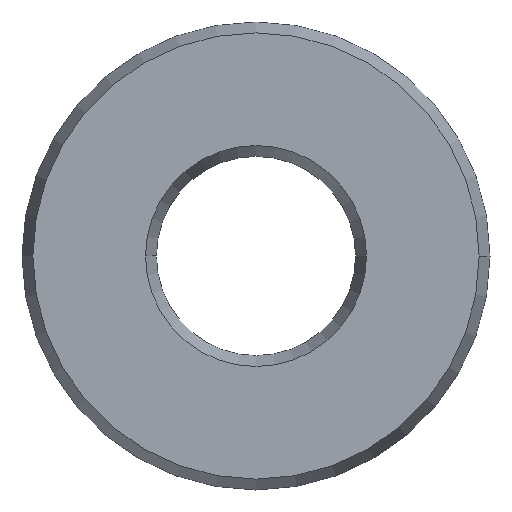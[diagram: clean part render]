
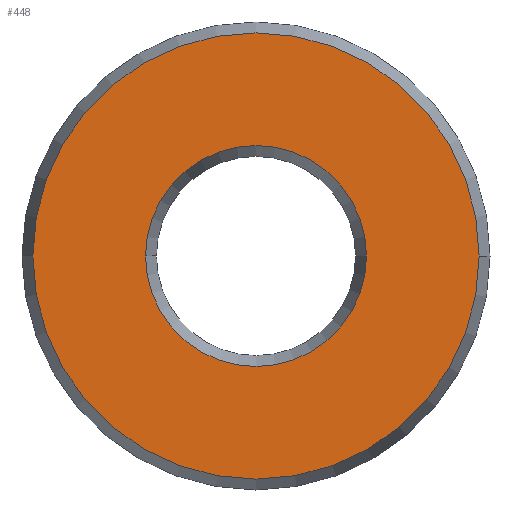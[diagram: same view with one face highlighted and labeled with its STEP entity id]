
A CAD part, left-side view. The second image highlights one B-rep face of the part: STEP entity #448.
In plain terms, the highlighted planar face has unit normal (-1, 0, 0).
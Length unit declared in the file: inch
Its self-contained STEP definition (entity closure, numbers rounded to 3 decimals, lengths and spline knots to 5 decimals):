
#191=CARTESIAN_POINT('',(-0.27559,0.,0.));
#192=DIRECTION('',(-1.,0.,0.));
#193=DIRECTION('',(0.,1.,0.));
#194=AXIS2_PLACEMENT_3D('',#191,#192,#193);
#205=CARTESIAN_POINT('',(-0.27559,0.,0.));
#206=DIRECTION('',(-1.,0.,0.));
#207=DIRECTION('',(0.,-1.,0.));
#208=AXIS2_PLACEMENT_3D('',#205,#206,#207);
#219=CARTESIAN_POINT('',(-0.27559,0.,0.));
#220=DIRECTION('',(1.,0.,0.));
#221=DIRECTION('',(0.,1.,0.));
#222=AXIS2_PLACEMENT_3D('',#219,#220,#221);
#233=CARTESIAN_POINT('',(-0.27559,0.,0.));
#234=DIRECTION('',(1.,0.,0.));
#235=DIRECTION('',(0.,-1.,0.));
#236=AXIS2_PLACEMENT_3D('',#233,#234,#235);
#243=CARTESIAN_POINT('',(-0.27559,0.88221,
0.));
#245=VERTEX_POINT('',#243);
#248=CARTESIAN_POINT('',(-0.27559,-0.88221,
0.));
#250=VERTEX_POINT('',#248);
#259=CARTESIAN_POINT('',(-0.27559,0.43669,
0.));
#261=VERTEX_POINT('',#259);
#264=CARTESIAN_POINT('',(-0.27559,-0.43669,
0.));
#266=VERTEX_POINT('',#264);
#433=CARTESIAN_POINT('',(-0.27559,0.,0.));
#434=DIRECTION('',(1.,0.,0.));
#435=DIRECTION('',(0.,-1.,0.));
#436=AXIS2_PLACEMENT_3D('',#433,#434,#435);
#437=PLANE('',#436);
#438=ORIENTED_EDGE('',*,*,#412,.F.);
#439=ORIENTED_EDGE('',*,*,#426,.F.);
#440=EDGE_LOOP('',(#438,#439));
#441=FACE_OUTER_BOUND('',#440,.F.);
#443=ORIENTED_EDGE('',*,*,#442,.F.);
#445=ORIENTED_EDGE('',*,*,#444,.F.);
#446=EDGE_LOOP('',(#443,#445));
#447=FACE_BOUND('',#446,.F.);
#195=CIRCLE('',#194,0.88221);
#209=CIRCLE('',#208,0.88221);
#223=CIRCLE('',#222,0.43669);
#237=CIRCLE('',#236,0.43669);
#412=EDGE_CURVE('',#245,#250,#195,.T.);
#426=EDGE_CURVE('',#250,#245,#209,.T.);
#442=EDGE_CURVE('',#261,#266,#223,.T.);
#444=EDGE_CURVE('',#266,#261,#237,.T.);
#448=ADVANCED_FACE('',(#441,#447),#437,.F.);
